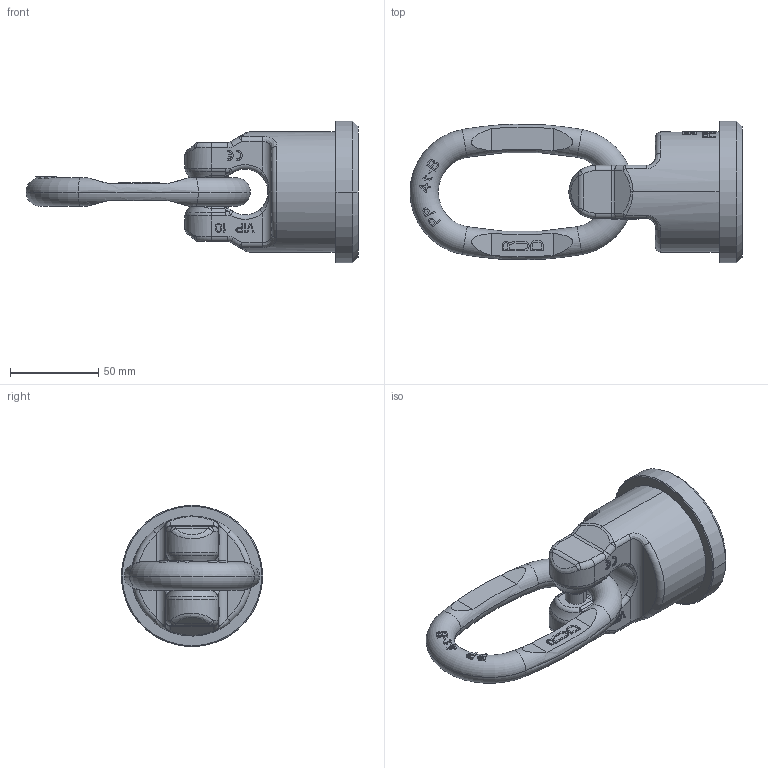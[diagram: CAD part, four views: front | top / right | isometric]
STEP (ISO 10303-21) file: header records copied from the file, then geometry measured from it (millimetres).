
FILE_DESCRIPTION((''),'2;1');
FILE_NAME('001-M31341-P-40_ASM','2019-03-15T',('anja.joas'),(''),'PRO/ENGINEER BY PARAMETRIC TECHNOLOGY CORPORATION, 2011490','PRO/ENGINEER BY PARAMETRIC TECHNOLOGY CORPORATION, 2011490','');
FILE_SCHEMA(('CONFIG_CONTROL_DESIGN'));
Length unit declared in the file: millimetre
Products named in the file (4): 001-M31341-P-20_AF0; 001-M31341-P-50; 001-M31290-003; 001-M31341-P-40_ASM
Assembly tree (3 placements, depth 2):
  001-M31341-P-40_ASM
    001-M31341-P-20_AF0
    001-M31341-P-50
    001-M31290-003
Bounding box: 188 x 80 x 80 mm (x, y, z)
Volume: 305815 mm3; surface area: 50099 mm2
Topology: 3 solids, 3 shells, 688 faces, 1804 edges, 1161 vertices
Faces by surface type: plane 510, cylinder 67, bspline 64, torus 33, sphere 8, cone 6
Entity records: 23751 total; most frequent: CARTESIAN_POINT 7591, ORIENTED_EDGE 3608, DIRECTION 2909, EDGE_CURVE 1804, VERTEX_POINT 1161, VECTOR 1099, LINE 1099, AXIS2_PLACEMENT_3D 905
